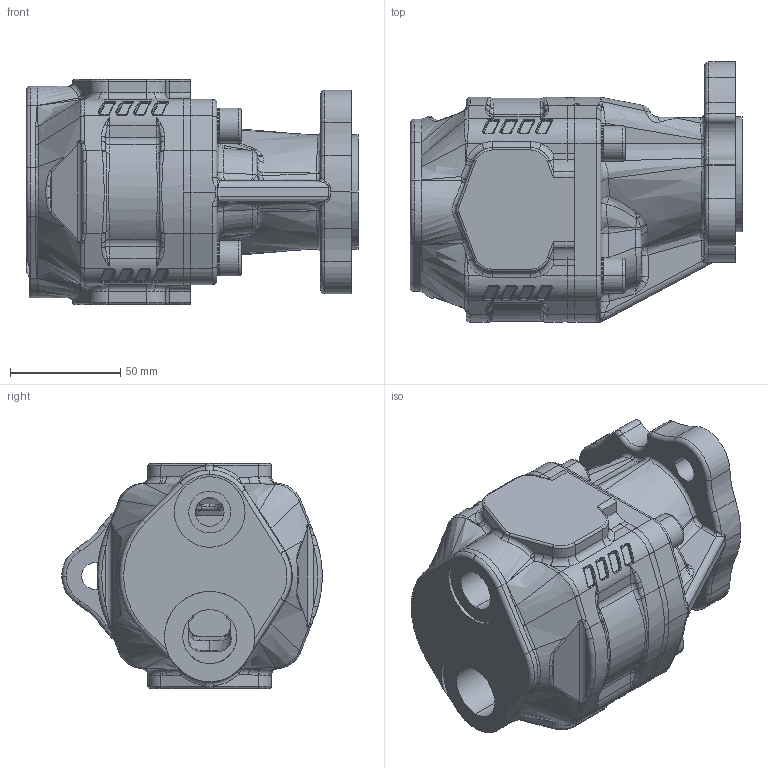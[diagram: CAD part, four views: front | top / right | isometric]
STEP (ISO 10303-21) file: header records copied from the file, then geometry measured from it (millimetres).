
FILE_DESCRIPTION (( 'STEP AP203' ), '1' );
FILE_NAME ('105-003-00166.STEP', '2011-10-18T09:04:06', ( 'OMFB' ), ( '' ), 'SwSTEP 2.0', 'SolidWorks 2008', '' );
FILE_SCHEMA (( 'CONFIG_CONTROL_DESIGN' ));
Length unit declared in the file: millimetre
Products named in the file (1): 105-003-00166
Bounding box: 150.5 x 118.08 x 102 mm (x, y, z)
Volume: 717972.6 mm3; surface area: 139576.2 mm2
Topology: 11 solids, 15 shells, 1798 faces, 4493 edges, 2711 vertices
Faces by surface type: cylinder 596, bspline 462, plane 326, torus 240, cone 164, sphere 10
Entity records: 74466 total; most frequent: CARTESIAN_POINT 35354, ORIENTED_EDGE 8878, DIRECTION 7420, EDGE_CURVE 4439, AXIS2_PLACEMENT_3D 3043, VERTEX_POINT 2711, EDGE_LOOP 1874, FACE_OUTER_BOUND 1798
